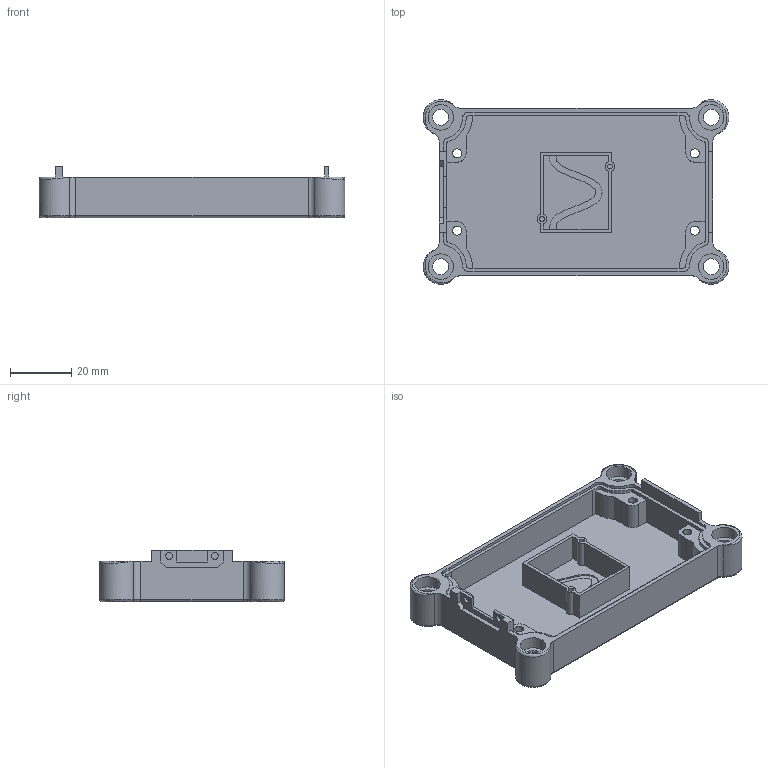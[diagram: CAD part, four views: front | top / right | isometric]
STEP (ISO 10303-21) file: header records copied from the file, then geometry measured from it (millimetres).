
FILE_DESCRIPTION(/* description */ (''),/* implementation_level */ '2;1');
FILE_NAME(/* name */ 'W6 & W8 BOT.step',/* time_stamp */ '2020-06-24T14:51:27-04:00',/* author */ (''),/* organization */ (''),/* preprocessor_version */ 'ST-DEVELOPER v18.1',/* originating_system */ 'Autodesk Translation Framework v9.3.0.1241',/* authorisation */ '');
FILE_SCHEMA (('AUTOMOTIVE_DESIGN { 1 0 10303 214 3 1 1 }'));
Length unit declared in the file: inch
Products named in the file (1): Enclosure Bottom
Bounding box: 99.78 x 60.23 x 16.73 mm (x, y, z)
Volume: 24339.2 mm3; surface area: 20585.8 mm2
Topology: 1 solids, 1 shells, 196 faces, 536 edges, 342 vertices
Faces by surface type: plane 100, cylinder 68, bspline 12, torus 12, cone 4
Full cylindrical faces by diameter (mm): 1.626 x2, 2.261 x2, 2.946 x4, 5.232 x4, 8.331 x4
Entity records: 6538 total; most frequent: CARTESIAN_POINT 1479, ORIENTED_EDGE 1056, DIRECTION 1030, EDGE_CURVE 528, LINE 348, VECTOR 348, VERTEX_POINT 342, AXIS2_PLACEMENT_3D 341
